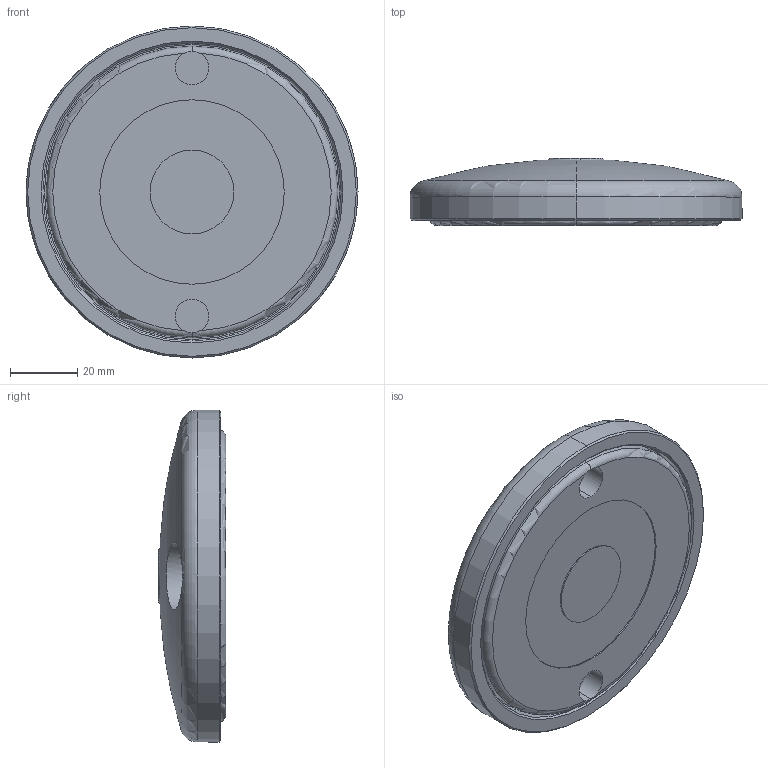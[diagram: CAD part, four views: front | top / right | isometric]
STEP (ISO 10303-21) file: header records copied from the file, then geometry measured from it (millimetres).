
FILE_DESCRIPTION (( 'STEP AP214' ), '1' );
FILE_NAME ('098D100ebg.STEP', '2014-08-11T13:09:18', ( '' ), ( '' ), 'SwSTEP 2.0', 'SolidWorks 2014', '' );
FILE_SCHEMA (( 'AUTOMOTIVE_DESIGN' ));
Length unit declared in the file: millimetre
Products named in the file (4): 098D100ebg; 098d100eb_Standard; 098dg100b_Standard; 098xd3_Standard
Assembly tree (3 placements, depth 2):
  098D100ebg
    098d100eb_Standard
    098dg100b_Standard
    098xd3_Standard
Bounding box: 99 x 20.11 x 99 mm (x, y, z)
Volume: 115819 mm3; surface area: 35639.4 mm2
Topology: 3 solids, 3 shells, 97 faces, 208 edges, 123 vertices
Faces by surface type: cylinder 38, torus 24, cone 18, plane 15, sphere 2
Entity records: 3230 total; most frequent: CARTESIAN_POINT 648, DIRECTION 542, ORIENTED_EDGE 416, AXIS2_PLACEMENT_3D 243, EDGE_CURVE 208, CIRCLE 140, VERTEX_POINT 123, EDGE_LOOP 113
